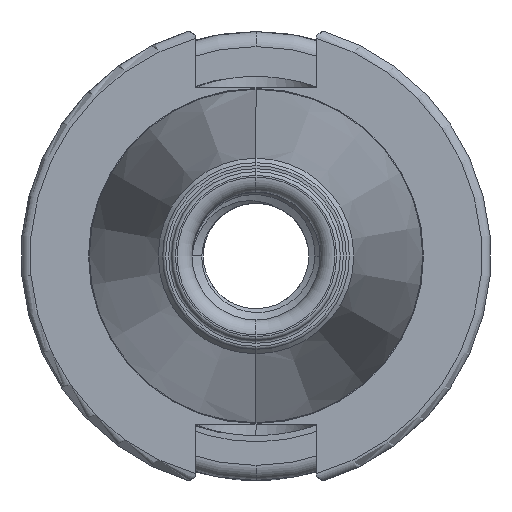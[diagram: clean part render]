
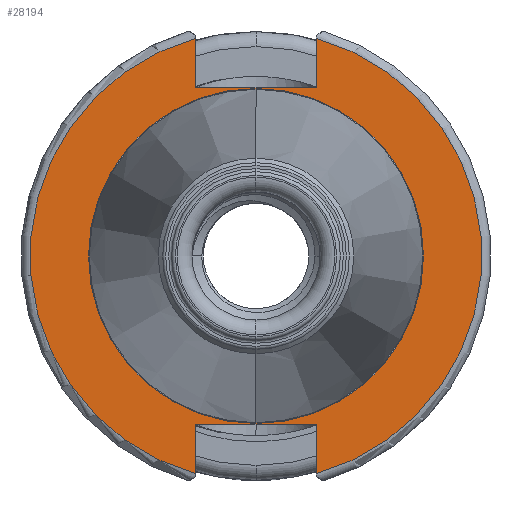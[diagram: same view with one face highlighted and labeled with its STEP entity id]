
A CAD part, left-side view. The second image highlights one B-rep face of the part: STEP entity #28194.
In plain terms, the highlighted planar face has unit normal (-1, 0, 0).
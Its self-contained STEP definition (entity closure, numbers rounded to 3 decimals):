
#1796 = AXIS2_PLACEMENT_3D ( 'NONE', #11973, #12007, #12015 ) ;
#1804 = AXIS2_PLACEMENT_3D ( 'NONE', #11979, #11953, #11982 ) ;
#1806 = AXIS2_PLACEMENT_3D ( 'NONE', #12080, #12083, #12066 ) ;
#1929 = AXIS2_PLACEMENT_3D ( 'NONE', #15793, #15794, #15796 ) ;
#2692 = DIRECTION ( 'NONE',  ( 0., 0., -1. ) ) ;
#2694 = PLANE ( 'NONE',  #9082 ) ;
#2703 = CARTESIAN_POINT ( 'NONE',  ( -5., 22.398, 0. ) ) ;
#2728 = DIRECTION ( 'NONE',  ( 1., 0., 0. ) ) ;
#4395 = VERTEX_POINT ( 'NONE', #11603 ) ;
#4486 = VERTEX_POINT ( 'NONE', #11689 ) ;
#7125 = CIRCLE ( 'NONE', #1929, 22.398 ) ;
#7802 = LINE ( 'NONE', #11887, #7823 ) ;
#7803 = VECTOR ( 'NONE', #11884, 1000. ) ;
#7805 = VECTOR ( 'NONE', #11878, 1000. ) ;
#7811 = VECTOR ( 'NONE', #11935, 1000. ) ;
#7812 = CIRCLE ( 'NONE', #1804, 30.2 ) ;
#7817 = VECTOR ( 'NONE', #12029, 1000. ) ;
#7819 = CIRCLE ( 'NONE', #1806, 30.2 ) ;
#7821 = VECTOR ( 'NONE', #12135, 1000. ) ;
#7823 = VECTOR ( 'NONE', #11883, 1000. ) ;
#7824 = LINE ( 'NONE', #11886, #7811 ) ;
#7825 = CIRCLE ( 'NONE', #1796, 22.398 ) ;
#7830 = LINE ( 'NONE', #11871, #7805 ) ;
#7831 = LINE ( 'NONE', #12121, #7821 ) ;
#7835 = LINE ( 'NONE', #12003, #7817 ) ;
#7838 = LINE ( 'NONE', #11885, #7803 ) ;
#9082 = AXIS2_PLACEMENT_3D ( 'NONE', #2703, #2728, #2692 ) ;
#10015 = EDGE_LOOP ( 'NONE', ( #13591, #13584, #13620, #13575, #13616, #13602, #13621, #13623 ) ) ;
#10026 = EDGE_LOOP ( 'NONE', ( #13612, #13614 ) ) ;
#10214 = CARTESIAN_POINT ( 'NONE',  ( -5., -8.075, 22.5 ) ) ;
#10267 = CARTESIAN_POINT ( 'NONE',  ( -5., -8.075, 29.1 ) ) ;
#10275 = CARTESIAN_POINT ( 'NONE',  ( -5., 8.075, 22.5 ) ) ;
#11238 = CARTESIAN_POINT ( 'NONE',  ( -5., 8.075, -22.5 ) ) ;
#11411 = EDGE_CURVE ( 'NONE', #28540, #28640, #7802, .T. ) ;
#11413 = EDGE_CURVE ( 'NONE', #28599, #28575, #7830, .T. ) ;
#11414 = EDGE_CURVE ( 'NONE', #28545, #28599, #7838, .T. ) ;
#11417 = EDGE_CURVE ( 'NONE', #28638, #28623, #7824, .T. ) ;
#11422 = EDGE_CURVE ( 'NONE', #28546, #28638, #7812, .T. ) ;
#11430 = EDGE_CURVE ( 'NONE', #4486, #4395, #7825, .T. ) ;
#11438 = EDGE_CURVE ( 'NONE', #28546, #28575, #7835, .T. ) ;
#11445 = EDGE_CURVE ( 'NONE', #28540, #28545, #7819, .T. ) ;
#11451 = EDGE_CURVE ( 'NONE', #28640, #28623, #7831, .T. ) ;
#11603 = CARTESIAN_POINT ( 'NONE',  ( -5., 0., -22.398 ) ) ;
#11689 = CARTESIAN_POINT ( 'NONE',  ( -5., 0., 22.398 ) ) ;
#11871 = CARTESIAN_POINT ( 'NONE',  ( -5., -8.075, -22.5 ) ) ;
#11878 = DIRECTION ( 'NONE',  ( 0., -1., 0. ) ) ;
#11883 = DIRECTION ( 'NONE',  ( 0., 0., -1. ) ) ;
#11884 = DIRECTION ( 'NONE',  ( 0., 0., 1. ) ) ;
#11885 = CARTESIAN_POINT ( 'NONE',  ( -5., 8.075, -31.4 ) ) ;
#11886 = CARTESIAN_POINT ( 'NONE',  ( -5., -8.075, 31.4 ) ) ;
#11887 = CARTESIAN_POINT ( 'NONE',  ( -5., 8.075, 31.4 ) ) ;
#11935 = DIRECTION ( 'NONE',  ( 0., 0., -1. ) ) ;
#11953 = DIRECTION ( 'NONE',  ( -1., 0., 0. ) ) ;
#11973 = CARTESIAN_POINT ( 'NONE',  ( -5., 0., 0. ) ) ;
#11979 = CARTESIAN_POINT ( 'NONE',  ( -5., 0., 0. ) ) ;
#11982 = DIRECTION ( 'NONE',  ( 0., 0., 1. ) ) ;
#12003 = CARTESIAN_POINT ( 'NONE',  ( -5., -8.075, -31.4 ) ) ;
#12007 = DIRECTION ( 'NONE',  ( -1., 0., 0. ) ) ;
#12015 = DIRECTION ( 'NONE',  ( 0., 0., 1. ) ) ;
#12029 = DIRECTION ( 'NONE',  ( 0., 0., 1. ) ) ;
#12066 = DIRECTION ( 'NONE',  ( 0., 0., 1. ) ) ;
#12080 = CARTESIAN_POINT ( 'NONE',  ( -5., 0., 0. ) ) ;
#12083 = DIRECTION ( 'NONE',  ( -1., 0., 0. ) ) ;
#12121 = CARTESIAN_POINT ( 'NONE',  ( -5., -8.075, 22.5 ) ) ;
#12135 = DIRECTION ( 'NONE',  ( 0., -1., 0. ) ) ;
#13228 = EDGE_CURVE ( 'NONE', #4395, #4486, #7125, .T. ) ;
#13575 = ORIENTED_EDGE ( 'NONE', *, *, #11438, .F. ) ;
#13584 = ORIENTED_EDGE ( 'NONE', *, *, #11414, .T. ) ;
#13591 = ORIENTED_EDGE ( 'NONE', *, *, #11445, .T. ) ;
#13602 = ORIENTED_EDGE ( 'NONE', *, *, #11417, .T. ) ;
#13612 = ORIENTED_EDGE ( 'NONE', *, *, #11430, .F. ) ;
#13614 = ORIENTED_EDGE ( 'NONE', *, *, #13228, .F. ) ;
#13616 = ORIENTED_EDGE ( 'NONE', *, *, #11422, .T. ) ;
#13620 = ORIENTED_EDGE ( 'NONE', *, *, #11413, .T. ) ;
#13621 = ORIENTED_EDGE ( 'NONE', *, *, #11451, .F. ) ;
#13623 = ORIENTED_EDGE ( 'NONE', *, *, #11411, .F. ) ;
#15793 = CARTESIAN_POINT ( 'NONE',  ( -5., 0., 0. ) ) ;
#15794 = DIRECTION ( 'NONE',  ( -1., 0., 0. ) ) ;
#15796 = DIRECTION ( 'NONE',  ( 0., 0., 1. ) ) ;
#22741 = CARTESIAN_POINT ( 'NONE',  ( -5., 8.075, -29.1 ) ) ;
#22748 = CARTESIAN_POINT ( 'NONE',  ( -5., 8.075, 29.1 ) ) ;
#22752 = CARTESIAN_POINT ( 'NONE',  ( -5., -8.075, -22.5 ) ) ;
#22759 = CARTESIAN_POINT ( 'NONE',  ( -5., -8.075, -29.1 ) ) ;
#25870 = FACE_OUTER_BOUND ( 'NONE', #10015, .T. ) ;
#25872 = FACE_BOUND ( 'NONE', #10026, .T. ) ;
#28194 = ADVANCED_FACE ( 'NONE', ( #25870, #25872 ), #2694, .F. ) ;
#28540 = VERTEX_POINT ( 'NONE', #22748 ) ;
#28545 = VERTEX_POINT ( 'NONE', #22741 ) ;
#28546 = VERTEX_POINT ( 'NONE', #22759 ) ;
#28575 = VERTEX_POINT ( 'NONE', #22752 ) ;
#28599 = VERTEX_POINT ( 'NONE', #11238 ) ;
#28623 = VERTEX_POINT ( 'NONE', #10214 ) ;
#28638 = VERTEX_POINT ( 'NONE', #10267 ) ;
#28640 = VERTEX_POINT ( 'NONE', #10275 ) ;
